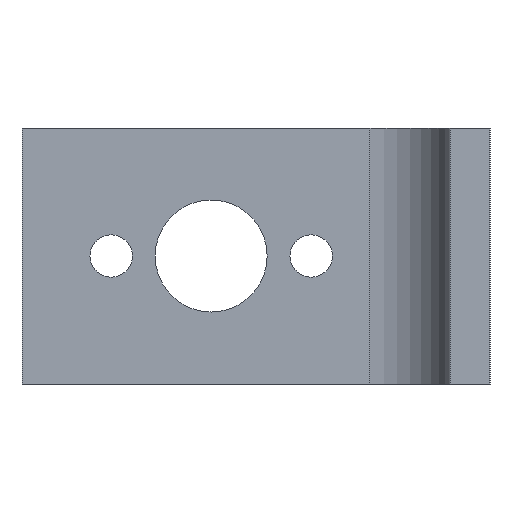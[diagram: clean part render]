
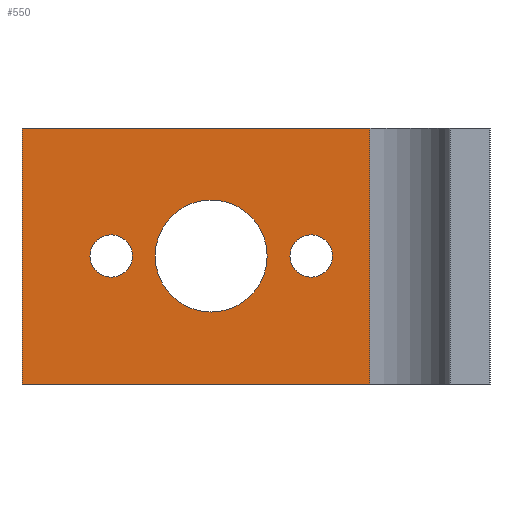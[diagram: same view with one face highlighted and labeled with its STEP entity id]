
A CAD part, left-side view. The second image highlights one B-rep face of the part: STEP entity #550.
In plain terms, the highlighted planar face has unit normal (-1, 0, 0).
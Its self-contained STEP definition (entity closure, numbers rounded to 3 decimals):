
#3 = CARTESIAN_POINT ( 'NONE',  ( 32.5, 26.75, 32. ) ) ;
#11 = FACE_BOUND ( 'NONE', #336, .T. ) ;
#16 = EDGE_CURVE ( 'NONE', #647, #1099, #348, .T. ) ;
#44 = CARTESIAN_POINT ( 'NONE',  ( 32.5, 3.108, 16. ) ) ;
#59 = CARTESIAN_POINT ( 'NONE',  ( 32.5, 15.608, 18.65 ) ) ;
#91 = FACE_OUTER_BOUND ( 'NONE', #556, .T. ) ;
#95 = DIRECTION ( 'NONE',  ( 0., 0., 1. ) ) ;
#121 = VERTEX_POINT ( 'NONE', #430 ) ;
#122 = AXIS2_PLACEMENT_3D ( 'NONE', #533, #706, #865 ) ;
#131 = EDGE_CURVE ( 'NONE', #1099, #412, #878, .T. ) ;
#138 = CIRCLE ( 'NONE', #664, 2.65 ) ;
#146 = AXIS2_PLACEMENT_3D ( 'NONE', #458, #452, #194 ) ;
#156 = EDGE_LOOP ( 'NONE', ( #587, #529 ) ) ;
#157 = CIRCLE ( 'NONE', #122, 2.65 ) ;
#183 = CARTESIAN_POINT ( 'NONE',  ( 32.5, 26.75, 0. ) ) ;
#188 = AXIS2_PLACEMENT_3D ( 'NONE', #897, #317, #728 ) ;
#194 = DIRECTION ( 'NONE',  ( 0., 0., 1. ) ) ;
#197 = CARTESIAN_POINT ( 'NONE',  ( 32.5, -9.392, 16. ) ) ;
#218 = CARTESIAN_POINT ( 'NONE',  ( 32.5, 15.608, 13.35 ) ) ;
#226 = CARTESIAN_POINT ( 'NONE',  ( 32.5, 3.108, 9. ) ) ;
#255 = VECTOR ( 'NONE', #95, 1000. ) ;
#267 = EDGE_CURVE ( 'NONE', #829, #951, #515, .T. ) ;
#269 = DIRECTION ( 'NONE',  ( 0., 0., -1. ) ) ;
#271 = EDGE_CURVE ( 'NONE', #951, #829, #157, .T. ) ;
#274 = ORIENTED_EDGE ( 'NONE', *, *, #609, .F. ) ;
#279 = AXIS2_PLACEMENT_3D ( 'NONE', #197, #368, #456 ) ;
#284 = CIRCLE ( 'NONE', #188, 2.65 ) ;
#311 = EDGE_CURVE ( 'NONE', #647, #121, #708, .T. ) ;
#317 = DIRECTION ( 'NONE',  ( 1., 0., 0. ) ) ;
#336 = EDGE_LOOP ( 'NONE', ( #714, #274 ) ) ;
#347 = ORIENTED_EDGE ( 'NONE', *, *, #131, .T. ) ;
#348 = LINE ( 'NONE', #520, #1001 ) ;
#365 = VERTEX_POINT ( 'NONE', #218 ) ;
#368 = DIRECTION ( 'NONE',  ( 1., 0., 0. ) ) ;
#390 = DIRECTION ( 'NONE',  ( 1., 0., 0. ) ) ;
#412 = VERTEX_POINT ( 'NONE', #695 ) ;
#415 = CIRCLE ( 'NONE', #1041, 7. ) ;
#430 = CARTESIAN_POINT ( 'NONE',  ( 32.5, -16.75, 32. ) ) ;
#439 = FACE_BOUND ( 'NONE', #156, .T. ) ;
#442 = CARTESIAN_POINT ( 'NONE',  ( 32.5, -9.392, 18.65 ) ) ;
#452 = DIRECTION ( 'NONE',  ( -1., 0., 0. ) ) ;
#456 = DIRECTION ( 'NONE',  ( 0., 0., -1. ) ) ;
#458 = CARTESIAN_POINT ( 'NONE',  ( 32.5, 3.108, 16. ) ) ;
#466 = DIRECTION ( 'NONE',  ( 0., 0., -1. ) ) ;
#488 = VECTOR ( 'NONE', #888, 1000. ) ;
#515 = CIRCLE ( 'NONE', #279, 2.65 ) ;
#520 = CARTESIAN_POINT ( 'NONE',  ( 32.5, 26.75, 32. ) ) ;
#529 = ORIENTED_EDGE ( 'NONE', *, *, #739, .T. ) ;
#532 = CARTESIAN_POINT ( 'NONE',  ( 32.5, 15.608, 16. ) ) ;
#533 = CARTESIAN_POINT ( 'NONE',  ( 32.5, -9.392, 16. ) ) ;
#538 = CARTESIAN_POINT ( 'NONE',  ( 32.5, 26.75, 32. ) ) ;
#545 = CIRCLE ( 'NONE', #146, 7. ) ;
#550 = ADVANCED_FACE ( 'NONE', ( #11, #439, #701, #91 ), #930, .F. ) ;
#554 = DIRECTION ( 'NONE',  ( -1., 0., 0. ) ) ;
#556 = EDGE_LOOP ( 'NONE', ( #347, #686, #1007, #812 ) ) ;
#557 = ORIENTED_EDGE ( 'NONE', *, *, #267, .T. ) ;
#577 = EDGE_CURVE ( 'NONE', #365, #747, #138, .T. ) ;
#587 = ORIENTED_EDGE ( 'NONE', *, *, #577, .T. ) ;
#596 = DIRECTION ( 'NONE',  ( 0., 0., -1. ) ) ;
#609 = EDGE_CURVE ( 'NONE', #755, #797, #545, .T. ) ;
#633 = CARTESIAN_POINT ( 'NONE',  ( 32.5, 3.108, 23. ) ) ;
#647 = VERTEX_POINT ( 'NONE', #538 ) ;
#664 = AXIS2_PLACEMENT_3D ( 'NONE', #532, #390, #466 ) ;
#686 = ORIENTED_EDGE ( 'NONE', *, *, #1032, .T. ) ;
#695 = CARTESIAN_POINT ( 'NONE',  ( 32.5, -16.75, 0. ) ) ;
#701 = FACE_BOUND ( 'NONE', #877, .T. ) ;
#706 = DIRECTION ( 'NONE',  ( 1., 0., 0. ) ) ;
#708 = LINE ( 'NONE', #781, #488 ) ;
#714 = ORIENTED_EDGE ( 'NONE', *, *, #752, .F. ) ;
#728 = DIRECTION ( 'NONE',  ( 0., 0., -1. ) ) ;
#739 = EDGE_CURVE ( 'NONE', #747, #365, #284, .T. ) ;
#747 = VERTEX_POINT ( 'NONE', #59 ) ;
#752 = EDGE_CURVE ( 'NONE', #797, #755, #415, .T. ) ;
#755 = VERTEX_POINT ( 'NONE', #226 ) ;
#781 = CARTESIAN_POINT ( 'NONE',  ( 32.5, 26.75, 32. ) ) ;
#797 = VERTEX_POINT ( 'NONE', #633 ) ;
#812 = ORIENTED_EDGE ( 'NONE', *, *, #16, .T. ) ;
#829 = VERTEX_POINT ( 'NONE', #837 ) ;
#831 = AXIS2_PLACEMENT_3D ( 'NONE', #3, #855, #596 ) ;
#837 = CARTESIAN_POINT ( 'NONE',  ( 32.5, -9.392, 13.35 ) ) ;
#842 = CARTESIAN_POINT ( 'NONE',  ( 32.5, -16.75, 32. ) ) ;
#855 = DIRECTION ( 'NONE',  ( 1., 0., 0. ) ) ;
#865 = DIRECTION ( 'NONE',  ( 0., 0., -1. ) ) ;
#877 = EDGE_LOOP ( 'NONE', ( #557, #1094 ) ) ;
#878 = LINE ( 'NONE', #183, #1062 ) ;
#888 = DIRECTION ( 'NONE',  ( 0., -1., 0. ) ) ;
#897 = CARTESIAN_POINT ( 'NONE',  ( 32.5, 15.608, 16. ) ) ;
#930 = PLANE ( 'NONE',  #831 ) ;
#934 = LINE ( 'NONE', #842, #255 ) ;
#951 = VERTEX_POINT ( 'NONE', #442 ) ;
#976 = DIRECTION ( 'NONE',  ( 0., 0., 1. ) ) ;
#1001 = VECTOR ( 'NONE', #269, 1000. ) ;
#1007 = ORIENTED_EDGE ( 'NONE', *, *, #311, .F. ) ;
#1032 = EDGE_CURVE ( 'NONE', #412, #121, #934, .T. ) ;
#1037 = DIRECTION ( 'NONE',  ( 0., -1., 0. ) ) ;
#1041 = AXIS2_PLACEMENT_3D ( 'NONE', #44, #554, #976 ) ;
#1054 = CARTESIAN_POINT ( 'NONE',  ( 32.5, 26.75, 0. ) ) ;
#1062 = VECTOR ( 'NONE', #1037, 1000. ) ;
#1094 = ORIENTED_EDGE ( 'NONE', *, *, #271, .T. ) ;
#1099 = VERTEX_POINT ( 'NONE', #1054 ) ;
